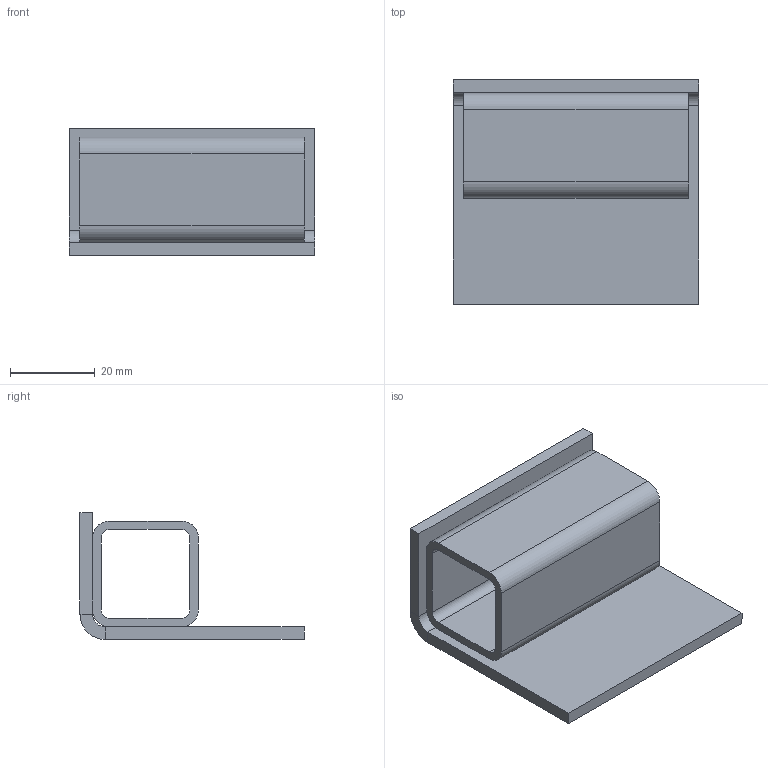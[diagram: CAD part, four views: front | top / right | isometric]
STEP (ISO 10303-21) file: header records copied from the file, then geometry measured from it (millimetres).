
FILE_DESCRIPTION (( 'STEP AP214' ), '1' );
FILE_NAME ('0027516_Rollenschutz_NR-RSC.STEP', '2016-01-25T14:22:01', ( '' ), ( '' ), 'SwSTEP 2.0', 'SolidWorks 2014', '' );
FILE_SCHEMA (( 'AUTOMOTIVE_DESIGN' ));
Length unit declared in the file: millimetre
Products named in the file (1): 0027516_Rollenschutz_NR-RSC
Bounding box: 58 x 53 x 30 mm (x, y, z)
Surface area: 17290.8 mm2 (no closed solid volume)
Topology: 0 solids, 2 shells, 29 faces, 74 edges, 48 vertices
Faces by surface type: plane 20, cylinder 9
Entity records: 1213 total; most frequent: DIRECTION 154, CARTESIAN_POINT 152, ORIENTED_EDGE 140, EDGE_CURVE 74, VECTOR 54, LINE 54, AXIS2_PLACEMENT_3D 50, VERTEX_POINT 48
